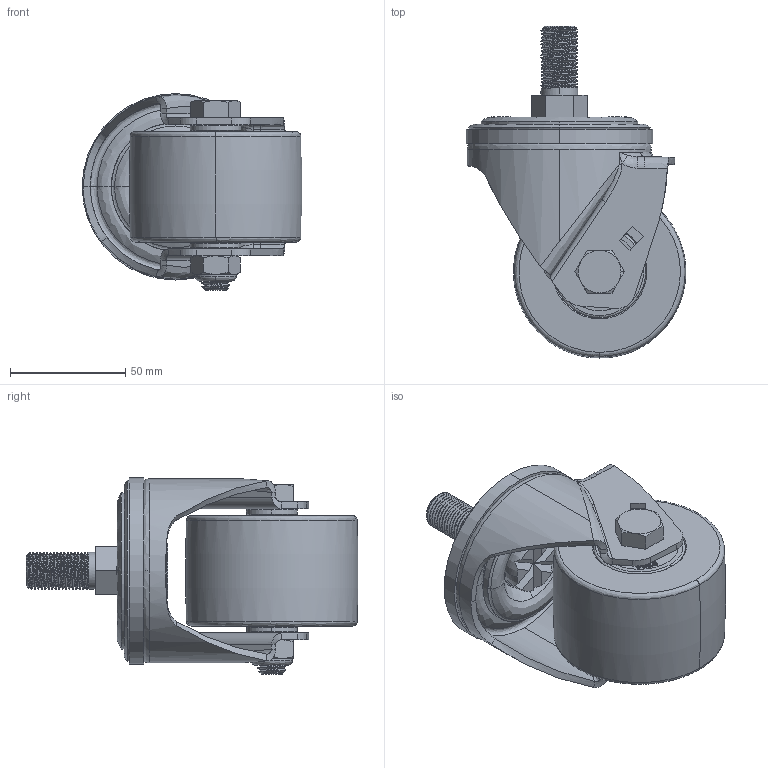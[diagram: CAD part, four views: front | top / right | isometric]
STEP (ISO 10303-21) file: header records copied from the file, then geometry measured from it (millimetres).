
FILE_DESCRIPTION (( 'STEP AP214' ), '1' );
FILE_NAME ('0054900.step', '2022-11-15T14:08:07', ( '' ), ( '' ), 'SwSTEP 2.0', 'SolidWorks 2020', '' );
FILE_SCHEMA (( 'AUTOMOTIVE_DESIGN' ));
Length unit declared in the file: millimetre
Products named in the file (1): 0054900
Bounding box: 95.44 x 144.25 x 85.5 mm (x, y, z)
Volume: 285566.7 mm3; surface area: 94321.3 mm2
Topology: 5 solids, 9 shells, 899 faces, 2407 edges, 1563 vertices
Faces by surface type: plane 525, cylinder 162, bspline 131, cone 77, torus 4
Entity records: 56307 total; most frequent: CARTESIAN_POINT 24978, ORIENTED_EDGE 4814, DIRECTION 3880, EDGE_CURVE 2407, VERTEX_POINT 1563, VECTOR 1510, LINE 1510, AXIS2_PLACEMENT_3D 1185
